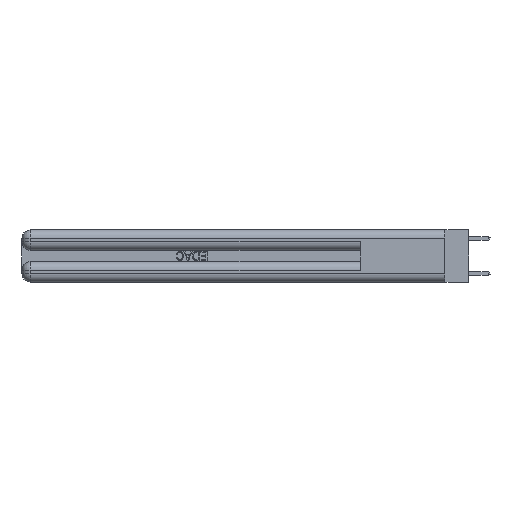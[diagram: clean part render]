
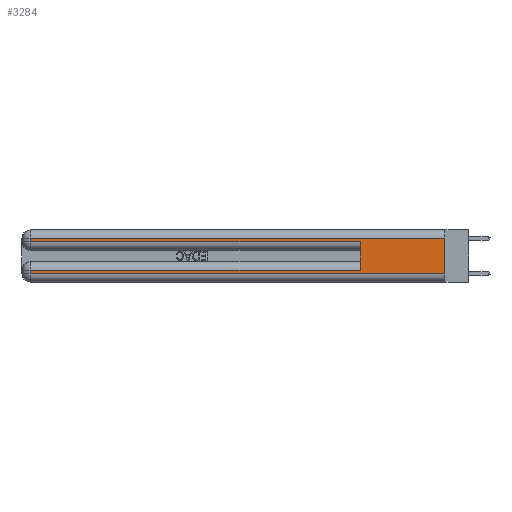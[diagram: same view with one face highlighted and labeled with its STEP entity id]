
A CAD part, left-side view. The second image highlights one B-rep face of the part: STEP entity #3284.
In plain terms, the highlighted planar face has unit normal (-1, 0, 0).
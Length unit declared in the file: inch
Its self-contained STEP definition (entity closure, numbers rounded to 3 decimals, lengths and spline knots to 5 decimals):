
#172 = VERTEX_POINT ( 'NONE', #22762 ) ;
#376 = CARTESIAN_POINT ( 'NONE',  ( 0., 0., 0.285 ) ) ;
#1988 = ORIENTED_EDGE ( 'NONE', *, *, #28599, .T. ) ;
#2056 = VERTEX_POINT ( 'NONE', #16828 ) ;
#2074 = EDGE_CURVE ( 'NONE', #22394, #22067, #26422, .T. ) ;
#2406 = CARTESIAN_POINT ( 'NONE',  ( 0., 0., 0.37 ) ) ;
#2607 = CARTESIAN_POINT ( 'NONE',  ( 0., 0., 0.31 ) ) ;
#2726 = EDGE_CURVE ( 'NONE', #23569, #28587, #19592, .T. ) ;
#3284 = ADVANCED_FACE ( 'NONE', ( #3984 ), #11113, .F. ) ;
#3415 = ORIENTED_EDGE ( 'NONE', *, *, #5251, .T. ) ;
#3494 = CARTESIAN_POINT ( 'NONE',  ( 0., 0.6, 0.145 ) ) ;
#3680 = LINE ( 'NONE', #20427, #9259 ) ;
#3984 = FACE_OUTER_BOUND ( 'NONE', #24330, .T. ) ;
#4369 = DIRECTION ( 'NONE',  ( 0., 1., 0. ) ) ;
#5251 = EDGE_CURVE ( 'NONE', #12216, #172, #19454, .T. ) ;
#6264 = ORIENTED_EDGE ( 'NONE', *, *, #27908, .T. ) ;
#6468 = DIRECTION ( 'NONE',  ( 0., -1., 0. ) ) ;
#7509 = DIRECTION ( 'NONE',  ( 0., 0., -1. ) ) ;
#7814 = VECTOR ( 'NONE', #7509, 39.37008 ) ;
#7844 = EDGE_CURVE ( 'NONE', #19644, #28587, #26164, .T. ) ;
#8490 = CARTESIAN_POINT ( 'NONE',  ( 0., 0., 0.37 ) ) ;
#8799 = CARTESIAN_POINT ( 'NONE',  ( 0., 0.6, 0.285 ) ) ;
#9259 = VECTOR ( 'NONE', #6468, 39.37008 ) ;
#9334 = CARTESIAN_POINT ( 'NONE',  ( 0., 0., 0.085 ) ) ;
#9734 = ORIENTED_EDGE ( 'NONE', *, *, #24739, .T. ) ;
#11113 = PLANE ( 'NONE',  #14708 ) ;
#11500 = DIRECTION ( 'NONE',  ( 0., 1., 0. ) ) ;
#11532 = ORIENTED_EDGE ( 'NONE', *, *, #2726, .T. ) ;
#11651 = LINE ( 'NONE', #9334, #17535 ) ;
#12216 = VERTEX_POINT ( 'NONE', #28040 ) ;
#12402 = CARTESIAN_POINT ( 'NONE',  ( 0., 2.94, 0.285 ) ) ;
#13126 = DIRECTION ( 'NONE',  ( 0., 0., -1. ) ) ;
#14271 = CARTESIAN_POINT ( 'NONE',  ( 0., 0., 0.31 ) ) ;
#14708 = AXIS2_PLACEMENT_3D ( 'NONE', #8490, #15920, #13126 ) ;
#15920 = DIRECTION ( 'NONE',  ( 1., 0., 0. ) ) ;
#16455 = VECTOR ( 'NONE', #24088, 39.37008 ) ;
#16828 = CARTESIAN_POINT ( 'NONE',  ( 0., 2.94, 0.31 ) ) ;
#16964 = CARTESIAN_POINT ( 'NONE',  ( 0., 2.94, 0.37 ) ) ;
#17132 = CARTESIAN_POINT ( 'NONE',  ( 0., 2.94, 0.37 ) ) ;
#17535 = VECTOR ( 'NONE', #11500, 39.37008 ) ;
#19454 = LINE ( 'NONE', #17132, #16455 ) ;
#19592 = LINE ( 'NONE', #376, #25389 ) ;
#19644 = VERTEX_POINT ( 'NONE', #24772 ) ;
#20427 = CARTESIAN_POINT ( 'NONE',  ( 0., 0., 0.06 ) ) ;
#20844 = ORIENTED_EDGE ( 'NONE', *, *, #7844, .F. ) ;
#20963 = LINE ( 'NONE', #14271, #21145 ) ;
#21145 = VECTOR ( 'NONE', #4369, 39.37008 ) ;
#22067 = VERTEX_POINT ( 'NONE', #26650 ) ;
#22394 = VERTEX_POINT ( 'NONE', #2607 ) ;
#22762 = CARTESIAN_POINT ( 'NONE',  ( 0., 2.94, 0.06 ) ) ;
#23490 = VECTOR ( 'NONE', #24262, 39.37008 ) ;
#23569 = VERTEX_POINT ( 'NONE', #12402 ) ;
#23771 = DIRECTION ( 'NONE',  ( 0., -1., 0. ) ) ;
#23920 = LINE ( 'NONE', #16964, #7814 ) ;
#24088 = DIRECTION ( 'NONE',  ( 0., 0., -1. ) ) ;
#24262 = DIRECTION ( 'NONE',  ( 0., 0., 1. ) ) ;
#24330 = EDGE_LOOP ( 'NONE', ( #28688, #6264, #26489, #11532, #20844, #9734, #3415, #1988 ) ) ;
#24739 = EDGE_CURVE ( 'NONE', #19644, #12216, #11651, .T. ) ;
#24772 = CARTESIAN_POINT ( 'NONE',  ( 0., 0.6, 0.085 ) ) ;
#25389 = VECTOR ( 'NONE', #23771, 39.37008 ) ;
#26164 = LINE ( 'NONE', #3494, #23490 ) ;
#26422 = LINE ( 'NONE', #2406, #27096 ) ;
#26489 = ORIENTED_EDGE ( 'NONE', *, *, #28794, .T. ) ;
#26650 = CARTESIAN_POINT ( 'NONE',  ( 0., 0., 0.06 ) ) ;
#27096 = VECTOR ( 'NONE', #28597, 39.37008 ) ;
#27908 = EDGE_CURVE ( 'NONE', #22394, #2056, #20963, .T. ) ;
#28040 = CARTESIAN_POINT ( 'NONE',  ( 0., 2.94, 0.085 ) ) ;
#28587 = VERTEX_POINT ( 'NONE', #8799 ) ;
#28597 = DIRECTION ( 'NONE',  ( 0., 0., -1. ) ) ;
#28599 = EDGE_CURVE ( 'NONE', #172, #22067, #3680, .T. ) ;
#28688 = ORIENTED_EDGE ( 'NONE', *, *, #2074, .F. ) ;
#28794 = EDGE_CURVE ( 'NONE', #2056, #23569, #23920, .T. ) ;
